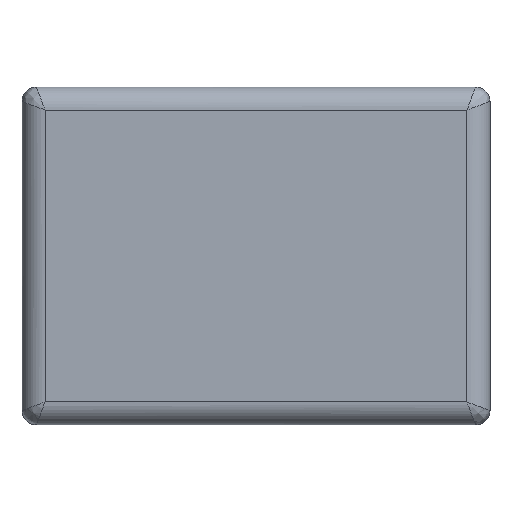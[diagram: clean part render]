
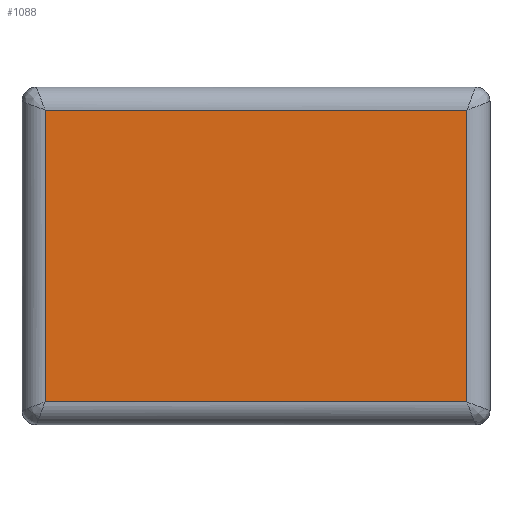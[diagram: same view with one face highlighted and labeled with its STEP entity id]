
A CAD part, left-side view. The second image highlights one B-rep face of the part: STEP entity #1088.
In plain terms, the highlighted planar face has unit normal (-1, 0, 0).
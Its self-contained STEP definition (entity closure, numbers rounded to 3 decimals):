
#26=DIRECTION ( 'NONE',  ( 1., 0., 0. ) );
#34=CARTESIAN_POINT ( 'NONE',  ( -1.6, -0.73, 0.08 ) );
#40=DIRECTION ( 'NONE',  ( 0., 0., -1. ) );
#80=VECTOR ( 'NONE', #316, 1000. );
#99=DIRECTION ( 'NONE',  ( 0., 1., 0. ) );
#164=CARTESIAN_POINT ( 'NONE',  ( -1.6, -0.73, 1.09 ) );
#169=VECTOR ( 'NONE', #99, 1000. );
#202=VECTOR ( 'NONE', #1312, 1000. );
#267=CARTESIAN_POINT ( 'NONE',  ( -1.6, 0.73, 1.09 ) );
#272=VERTEX_POINT ( 'NONE', #34 );
#303=DIRECTION ( 'NONE',  ( 0., 0., 1. ) );
#313=CARTESIAN_POINT ( 'NONE',  ( -1.6, 0.73, 1.17 ) );
#316=DIRECTION ( 'NONE',  ( 0., 0., -1. ) );
#457=PLANE ( 'NONE',  #1464 );
#506=VERTEX_POINT ( 'NONE', #164 );
#650=LINE ( 'NONE', #698, #202 );
#672=CARTESIAN_POINT ( 'NONE',  ( -1.6, 0.73, 0.08 ) );
#698=CARTESIAN_POINT ( 'NONE',  ( -1.6, 0., 0.08 ) );
#713=EDGE_LOOP ( 'NONE', ( #1475, #1276, #1142, #1120 ) );
#770=EDGE_CURVE ( 'NONE', #506, #858, #1506, .T. );
#805=LINE ( 'NONE', #313, #80 );
#851=CARTESIAN_POINT ( 'NONE',  ( -1.6, -0.81, 1.17 ) );
#858=VERTEX_POINT ( 'NONE', #267 );
#871=FACE_OUTER_BOUND ( 'NONE', #713, .T. );
#886=VECTOR ( 'NONE', #303, 1000. );
#946=CARTESIAN_POINT ( 'NONE',  ( -1.6, -0.73, 1.17 ) );
#1030=VERTEX_POINT ( 'NONE', #672 );
#1033=CARTESIAN_POINT ( 'NONE',  ( -1.6, -0.81, 1.09 ) );
#1088=ADVANCED_FACE ( 'NONE', ( #871 ), #457, .F. );
#1120=ORIENTED_EDGE ( 'NONE', *, *, #770, .T. );
#1142=ORIENTED_EDGE ( 'NONE', *, *, #1300, .T. );
#1229=LINE ( 'NONE', #946, #886 );
#1276=ORIENTED_EDGE ( 'NONE', *, *, #1320, .T. );
#1300=EDGE_CURVE ( 'NONE', #272, #506, #1229, .T. );
#1312=DIRECTION ( 'NONE',  ( 0., -1., 0. ) );
#1320=EDGE_CURVE ( 'NONE', #1030, #272, #650, .T. );
#1353=EDGE_CURVE ( 'NONE', #858, #1030, #805, .T. );
#1464=AXIS2_PLACEMENT_3D ( 'NONE', #851, #26, #40 );
#1475=ORIENTED_EDGE ( 'NONE', *, *, #1353, .T. );
#1506=LINE ( 'NONE', #1033, #169 );
